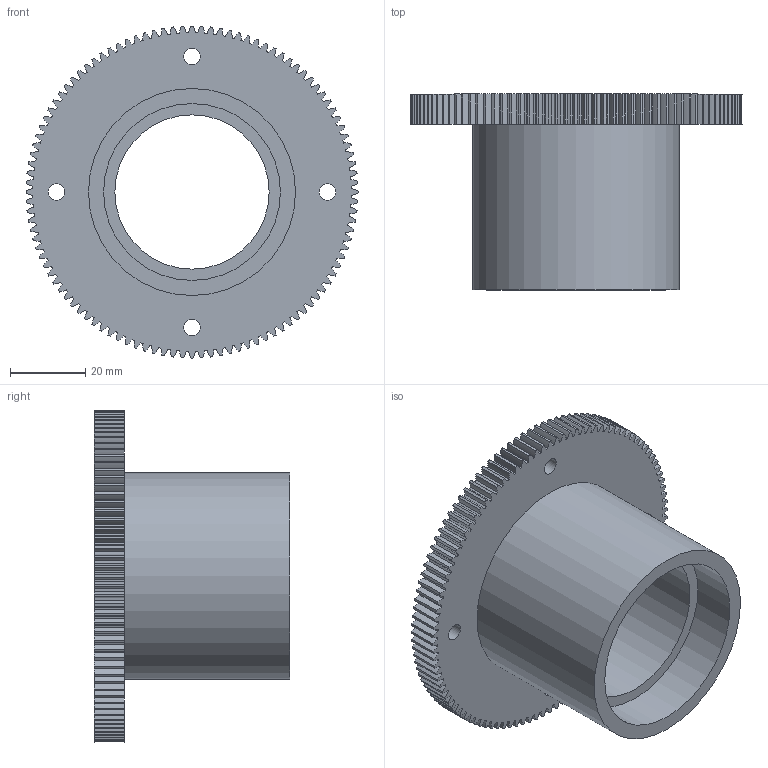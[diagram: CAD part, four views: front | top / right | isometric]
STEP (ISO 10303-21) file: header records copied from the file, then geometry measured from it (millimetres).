
FILE_DESCRIPTION(/* description */ (''),/* implementation_level */ '2;1');
FILE_NAME(/* name */ 'sleeve-with-gear.stp',/* author */ ('Jan Olencki'),/* preprocessor_version */ 'ST-DEVELOPER v18');
FILE_SCHEMA (('AUTOMOTIVE_DESIGN { 1 0 10303 214 3 1 1 }'));
Length unit declared in the file: millimetre
Products named in the file (1): Sleeve with gear
Bounding box: 88.21 x 52 x 88.21 mm (x, y, z)
Volume: 69118.7 mm3; surface area: 28716.7 mm2
Topology: 1 solids, 1 shells, 447 faces, 1327 edges, 886 vertices
Faces by surface type: cylinder 441, plane 6
Full cylindrical faces by diameter (mm): 4.5 x4, 41 x1, 47 x2, 51 x1, 55 x1
Entity records: 15607 total; most frequent: DIRECTION 3109, CARTESIAN_POINT 2661, ORIENTED_EDGE 2654, AXIS2_PLACEMENT_3D 1334, EDGE_CURVE 1327, CIRCLE 886, VERTEX_POINT 886, EDGE_LOOP 461
